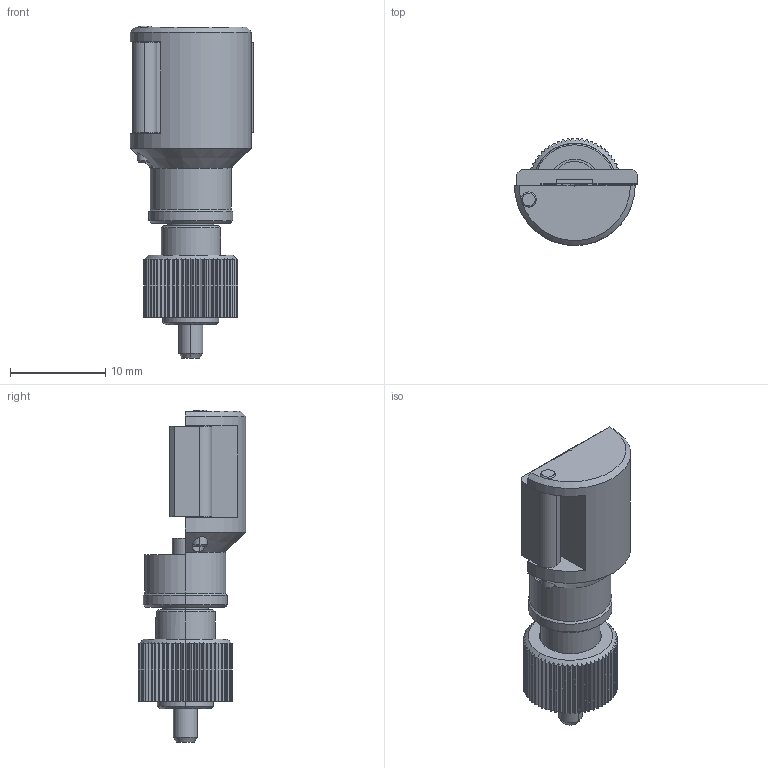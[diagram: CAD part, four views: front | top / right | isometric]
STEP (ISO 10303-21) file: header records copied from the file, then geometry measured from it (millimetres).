
FILE_DESCRIPTION (( 'STEP AP203' ), '1' );
FILE_NAME ('40000265A.STEP', '2019-12-05T16:47:37', ( '' ), ( '' ), 'SwSTEP 2.0', 'SolidWorks 2015', '' );
FILE_SCHEMA (( 'CONFIG_CONTROL_DESIGN' ));
Length unit declared in the file: inch
Products named in the file (1): 40000265A
Bounding box: 12.95 x 11.3 x 34.87 mm (x, y, z)
Volume: 1794 mm3; surface area: 3157.1 mm2
Topology: 11 solids, 11 shells, 381 faces, 1000 edges, 652 vertices
Faces by surface type: plane 199, cylinder 140, cone 38, torus 4
Entity records: 12057 total; most frequent: CARTESIAN_POINT 2519, ORIENTED_EDGE 2000, DIRECTION 1952, EDGE_CURVE 1000, AXIS2_PLACEMENT_3D 707, VERTEX_POINT 652, VECTOR 538, LINE 538
